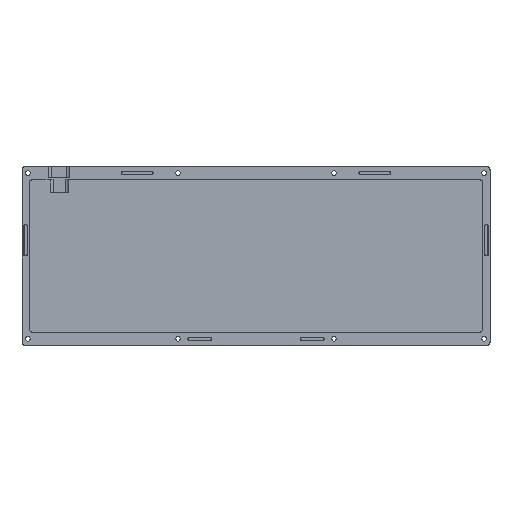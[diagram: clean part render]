
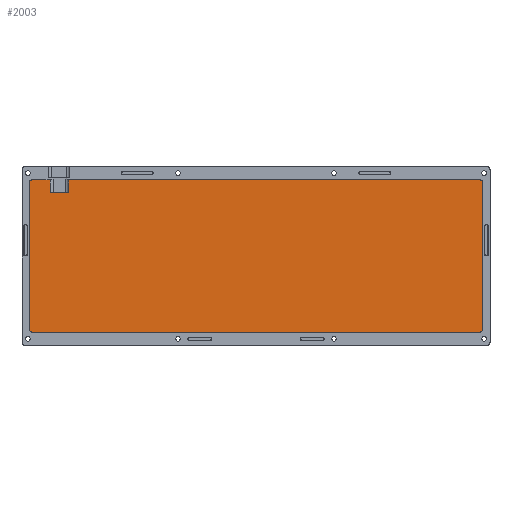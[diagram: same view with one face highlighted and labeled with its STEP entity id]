
A CAD part, top view. The second image highlights one B-rep face of the part: STEP entity #2003.
In plain terms, the highlighted planar face has unit normal (0, 0, 1).
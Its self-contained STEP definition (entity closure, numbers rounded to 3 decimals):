
#179=CIRCLE('',#2198,2.);
#180=CIRCLE('',#2199,2.);
#181=CIRCLE('',#2200,2.);
#182=CIRCLE('',#2201,2.);
#293=FACE_OUTER_BOUND('',#429,.T.);
#429=EDGE_LOOP('',(#1679,#1680,#1681,#1682,#1683,#1684,#1685,#1686,#1687,
#1688,#1689,#1690));
#610=LINE('',#3259,#782);
#611=LINE('',#3263,#783);
#615=LINE('',#3274,#787);
#628=LINE('',#3333,#800);
#629=LINE('',#3336,#801);
#631=LINE('',#3342,#803);
#632=LINE('',#3346,#804);
#633=LINE('',#3350,#805);
#782=VECTOR('',#2632,10.);
#783=VECTOR('',#2637,10.);
#787=VECTOR('',#2649,10.);
#800=VECTOR('',#2704,10.);
#801=VECTOR('',#2707,10.);
#803=VECTOR('',#2713,10.);
#804=VECTOR('',#2716,10.);
#805=VECTOR('',#2719,10.);
#945=VERTEX_POINT('',#3256);
#946=VERTEX_POINT('',#3258);
#947=VERTEX_POINT('',#3262);
#950=VERTEX_POINT('',#3272);
#975=VERTEX_POINT('',#3331);
#976=VERTEX_POINT('',#3335);
#977=VERTEX_POINT('',#3339);
#978=VERTEX_POINT('',#3341);
#979=VERTEX_POINT('',#3343);
#980=VERTEX_POINT('',#3345);
#981=VERTEX_POINT('',#3347);
#982=VERTEX_POINT('',#3349);
#1184=EDGE_CURVE('',#946,#945,#610,.T.);
#1186=EDGE_CURVE('',#945,#947,#611,.T.);
#1192=EDGE_CURVE('',#947,#950,#615,.T.);
#1222=EDGE_CURVE('',#975,#950,#628,.T.);
#1223=EDGE_CURVE('',#946,#976,#629,.T.);
#1225=EDGE_CURVE('',#975,#977,#179,.T.);
#1226=EDGE_CURVE('',#978,#977,#631,.T.);
#1227=EDGE_CURVE('',#978,#979,#180,.T.);
#1228=EDGE_CURVE('',#980,#979,#632,.T.);
#1229=EDGE_CURVE('',#980,#981,#181,.T.);
#1230=EDGE_CURVE('',#982,#981,#633,.T.);
#1231=EDGE_CURVE('',#982,#976,#182,.T.);
#1679=ORIENTED_EDGE('',*,*,#1184,.T.);
#1680=ORIENTED_EDGE('',*,*,#1186,.T.);
#1681=ORIENTED_EDGE('',*,*,#1192,.T.);
#1682=ORIENTED_EDGE('',*,*,#1222,.F.);
#1683=ORIENTED_EDGE('',*,*,#1225,.T.);
#1684=ORIENTED_EDGE('',*,*,#1226,.F.);
#1685=ORIENTED_EDGE('',*,*,#1227,.T.);
#1686=ORIENTED_EDGE('',*,*,#1228,.F.);
#1687=ORIENTED_EDGE('',*,*,#1229,.T.);
#1688=ORIENTED_EDGE('',*,*,#1230,.F.);
#1689=ORIENTED_EDGE('',*,*,#1231,.T.);
#1690=ORIENTED_EDGE('',*,*,#1223,.F.);
#1909=PLANE('',#2197);
#2003=ADVANCED_FACE('',(#293),#1909,.F.);
#2197=AXIS2_PLACEMENT_3D('',#3338,#2709,#2710);
#2198=AXIS2_PLACEMENT_3D('',#3340,#2711,#2712);
#2199=AXIS2_PLACEMENT_3D('',#3344,#2714,#2715);
#2200=AXIS2_PLACEMENT_3D('',#3348,#2717,#2718);
#2201=AXIS2_PLACEMENT_3D('',#3351,#2720,#2721);
#2632=DIRECTION('',(0.,-1.,0.));
#2637=DIRECTION('',(-1.,0.,0.));
#2649=DIRECTION('',(0.,1.,0.));
#2704=DIRECTION('',(1.,0.,0.));
#2707=DIRECTION('',(1.,0.,0.));
#2709=DIRECTION('center_axis',(0.,0.,-1.));
#2710=DIRECTION('ref_axis',(-1.,0.,0.));
#2711=DIRECTION('center_axis',(0.,0.,1.));
#2712=DIRECTION('ref_axis',(-0.707,0.707,0.));
#2713=DIRECTION('',(0.,1.,0.));
#2714=DIRECTION('center_axis',(0.,0.,1.));
#2715=DIRECTION('ref_axis',(-0.707,-0.707,0.));
#2716=DIRECTION('',(-1.,0.,0.));
#2717=DIRECTION('center_axis',(0.,0.,1.));
#2718=DIRECTION('ref_axis',(0.707,-0.707,0.));
#2719=DIRECTION('',(0.,-1.,0.));
#2720=DIRECTION('center_axis',(0.,0.,1.));
#2721=DIRECTION('ref_axis',(0.707,0.707,0.));
#3256=CARTESIAN_POINT('',(24.418,-7.525,-4.8));
#3258=CARTESIAN_POINT('',(24.418,0.475,-4.8));
#3259=CARTESIAN_POINT('',(24.418,8.975,-4.8));
#3262=CARTESIAN_POINT('',(12.718,-7.525,-4.8));
#3263=CARTESIAN_POINT('',(80.722,-7.525,-4.8));
#3272=CARTESIAN_POINT('',(12.718,0.475,-4.8));
#3274=CARTESIAN_POINT('',(12.718,8.975,-4.8));
#3331=CARTESIAN_POINT('',(1.525,0.475,-4.8));
#3333=CARTESIAN_POINT('',(-0.475,0.475,-4.8));
#3335=CARTESIAN_POINT('',(284.225,0.475,-4.8));
#3336=CARTESIAN_POINT('',(-0.475,0.475,-4.8));
#3338=CARTESIAN_POINT('Origin',(142.875,-47.625,-4.8));
#3339=CARTESIAN_POINT('',(-0.475,-1.525,-4.8));
#3340=CARTESIAN_POINT('Origin',(1.525,-1.525,-4.8));
#3341=CARTESIAN_POINT('',(-0.475,-93.725,-4.8));
#3342=CARTESIAN_POINT('',(-0.475,-76.675,-4.8));
#3343=CARTESIAN_POINT('',(1.525,-95.725,-4.8));
#3344=CARTESIAN_POINT('Origin',(1.525,-93.725,-4.8));
#3345=CARTESIAN_POINT('',(284.225,-95.725,-4.8));
#3346=CARTESIAN_POINT('',(28.1,-95.725,-4.8));
#3347=CARTESIAN_POINT('',(286.225,-93.725,-4.8));
#3348=CARTESIAN_POINT('Origin',(284.225,-93.725,-4.8));
#3349=CARTESIAN_POINT('',(286.225,-1.525,-4.8));
#3350=CARTESIAN_POINT('',(286.225,-76.675,-4.8));
#3351=CARTESIAN_POINT('Origin',(284.225,-1.525,-4.8));
